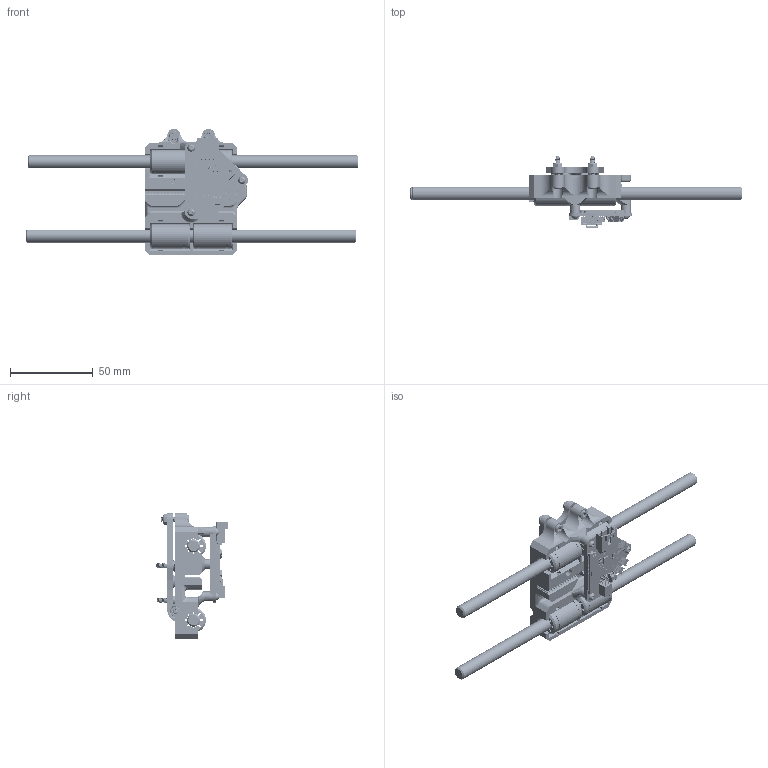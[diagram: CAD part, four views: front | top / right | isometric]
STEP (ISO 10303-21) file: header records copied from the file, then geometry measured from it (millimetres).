
FILE_DESCRIPTION(/* description */ (''),/* implementation_level */ '2;1');
FILE_NAME(/* name */ '3DP11-Mount.step',/* time_stamp */ '2019-01-09T02:59:10-08:00',/* author */ (''),/* organization */ (''),/* preprocessor_version */ 'ST-DEVELOPER v17.2',/* originating_system */ 'Autodesk Translation Framework v7.6.0.251',/* authorisation */ '');
FILE_SCHEMA (('AUTOMOTIVE_DESIGN { 1 0 10303 214 3 1 1 }'));
Length unit declared in the file: millimetre
Products named in the file (35): 3DP11-Mount; X-Carriage; Drylin_LM8UU_RJ4JP-01-08 v2; Fulcrum_2; Hardware; 9657K287; 90576A102; 91290A119; 92497A200; 91290A125; 91290A113; 6112K44; Extruder_Board1.0; PCB Component; Board; SFW24R-1STE1LF; CON-MOLEX-2P-1.27MM048; ATMEGA48PA-MMHR28M1-L; TC33X-2-103E; C-GRID-04-70553; JST-2.54-2X2JST-DUPONT-2.54-2X2; SEEED-LED_LED-0603; HOLES_MOUNT-PAD-ROUND2.8; HOLES_MOUNT-PAD-ROUND2.8_1; HOLES_MOUNT-PAD-ROUND2.8_2; 92095A456; 220; 0.1uF; 1uF; 2PC4081-NPN; LM358PWRDFN-8; BAV199; 0R; 1N4148DFN-1006-2; FFC_Board_Mount
Assembly tree (67 placements, depth 5):
  3DP11-Mount
    X-Carriage
      Drylin_LM8UU_RJ4JP-01-08 v2  x4
    Fulcrum_2
    Hardware
      9657K287  x2
      90576A102  x2
      91290A119  x2
      92497A200
      91290A125
      91290A113  x4
      6112K44  x2
    Extruder_Board1.0
      PCB Component
        Board
        SFW24R-1STE1LF
        CON-MOLEX-2P-1.27MM048  x4
        ATMEGA48PA-MMHR28M1-L
        TC33X-2-103E
        C-GRID-04-70553
        JST-2.54-2X2JST-DUPONT-2.54-2X2
        SEEED-LED_LED-0603  x6
        HOLES_MOUNT-PAD-ROUND2.8
          92095A456
        HOLES_MOUNT-PAD-ROUND2.8_1
          92095A456
        HOLES_MOUNT-PAD-ROUND2.8_2
          92095A456
        220  x14
        0.1uF
        1uF
        2PC4081-NPN
        LM358PWRDFN-8
        BAV199
        0R
        1N4148DFN-1006-2
    FFC_Board_Mount
Bounding box: 201 x 43.14 x 76.5 mm (x, y, z)
Volume: 77964 mm3; surface area: 56184 mm2
Topology: 140 solids, 226 shells, 7196 faces, 19043 edges, 12154 vertices
Faces by surface type: plane 4741, cylinder 1157, bspline 977, cone 203, torus 67, sphere 51
Full cylindrical faces by diameter (mm): 0.3 x41, 0.35 x23, 0.5 x10, 0.635 x1, 1.092 x4, 1.105 x4, 1.5 x1, 1.6 x1, 1.915 x24, 2.35 x146, 2.5 x21, 2.538 x2, 2.594 x12, 2.8 x7, 3 x166, 3.25 x2, 3.3 x3, 3.352 x2, 3.5 x2, 4.5 x5, 5.5 x7, 6 x6, 7.65 x2, 8 x4, 14.5 x8, 15 x12
Entity records: 165332 total; most frequent: CARTESIAN_POINT 57698, ORIENTED_EDGE 22324, DIRECTION 20175, EDGE_CURVE 11486, LINE 8657, VECTOR 8657, VERTEX_POINT 7173, AXIS2_PLACEMENT_3D 5759
